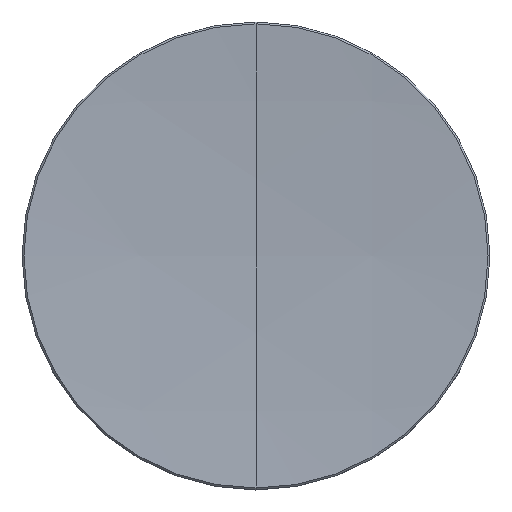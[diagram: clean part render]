
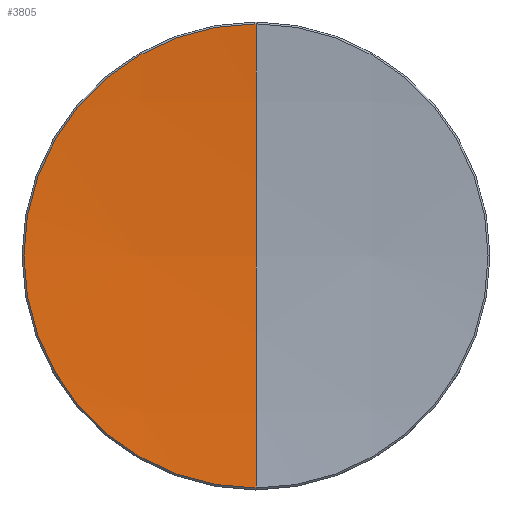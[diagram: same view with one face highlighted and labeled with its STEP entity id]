
A CAD part, top view. The second image highlights one B-rep face of the part: STEP entity #3805.
In plain terms, the highlighted spherical face has radius 300 mm.
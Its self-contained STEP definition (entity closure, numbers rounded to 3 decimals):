
#3704 = VERTEX_POINT ( 'NONE', #6125 ) ;
#3805 = ADVANCED_FACE ( 'NONE', ( #6502 ), #6505, .F. ) ;
#3806 = VERTEX_POINT ( 'NONE', #6483 ) ;
#3807 = ORIENTED_EDGE ( 'NONE', *, *, #3808, .T. ) ;
#3808 = EDGE_CURVE ( 'NONE', #3811, #3806, #6501, .T. ) ;
#3809 = ORIENTED_EDGE ( 'NONE', *, *, #3814, .T. ) ;
#3810 = EDGE_CURVE ( 'NONE', #3806, #3704, #6500, .T. ) ;
#3811 = VERTEX_POINT ( 'NONE', #6506 ) ;
#3813 = ORIENTED_EDGE ( 'NONE', *, *, #3810, .T. ) ;
#3814 = EDGE_CURVE ( 'NONE', #3821, #3811, #6482, .T. ) ;
#3815 = EDGE_LOOP ( 'NONE', ( #3809, #3807, #3813, #3925 ) ) ;
#3821 = VERTEX_POINT ( 'NONE', #6614 ) ;
#3924 = EDGE_CURVE ( 'NONE', #3821, #3704, #6971, .T. ) ;
#3925 = ORIENTED_EDGE ( 'NONE', *, *, #3924, .F. ) ;
#6125 = CARTESIAN_POINT ( 'NONE',  ( 0., 0., 4.5 ) ) ;
#6384 = AXIS2_PLACEMENT_3D ( 'NONE', #6499, #6488, #6484 ) ;
#6386 = AXIS2_PLACEMENT_3D ( 'NONE', #6629, #6628, #6627 ) ;
#6387 = DIRECTION ( 'NONE',  ( 0., 1., 0. ) ) ;
#6388 = DIRECTION ( 'NONE',  ( 1., 0., 0. ) ) ;
#6389 = DIRECTION ( 'NONE',  ( 1., 0., 0. ) ) ;
#6390 = DIRECTION ( 'NONE',  ( 0., 0., 1. ) ) ;
#6391 = CARTESIAN_POINT ( 'NONE',  ( 0., 0., 5.56 ) ) ;
#6392 = AXIS2_PLACEMENT_3D ( 'NONE', #6391, #6390, #6389 ) ;
#6482 = CIRCLE ( 'NONE', #6386, 25.201 ) ;
#6483 = CARTESIAN_POINT ( 'NONE',  ( 0., -25.201, 5.56 ) ) ;
#6484 = DIRECTION ( 'NONE',  ( 0., 1., 0. ) ) ;
#6485 = CARTESIAN_POINT ( 'NONE',  ( 0., 0., 304.5 ) ) ;
#6486 = AXIS2_PLACEMENT_3D ( 'NONE', #6485, #6388, #6387 ) ;
#6488 = DIRECTION ( 'NONE',  ( 1., 0., 0. ) ) ;
#6499 = CARTESIAN_POINT ( 'NONE',  ( 0., 0., 304.5 ) ) ;
#6500 = CIRCLE ( 'NONE', #6486, 300. ) ;
#6501 = CIRCLE ( 'NONE', #6392, 25.201 ) ;
#6502 = FACE_OUTER_BOUND ( 'NONE', #3815, .T. ) ;
#6505 = SPHERICAL_SURFACE ( 'NONE', #6384, 300. ) ;
#6506 = CARTESIAN_POINT ( 'NONE',  ( -25.201, 0., 5.56 ) ) ;
#6614 = CARTESIAN_POINT ( 'NONE',  ( 0., 25.201, 5.56 ) ) ;
#6627 = DIRECTION ( 'NONE',  ( 1., 0., 0. ) ) ;
#6628 = DIRECTION ( 'NONE',  ( 0., 0., 1. ) ) ;
#6629 = CARTESIAN_POINT ( 'NONE',  ( 0., 0., 5.56 ) ) ;
#6914 = CARTESIAN_POINT ( 'NONE',  ( 0., 0., 304.5 ) ) ;
#6926 = DIRECTION ( 'NONE',  ( 0., 0., 1. ) ) ;
#6927 = DIRECTION ( 'NONE',  ( -1., 0., 0. ) ) ;
#6951 = AXIS2_PLACEMENT_3D ( 'NONE', #6914, #6927, #6926 ) ;
#6971 = CIRCLE ( 'NONE', #6951, 300. ) ;
